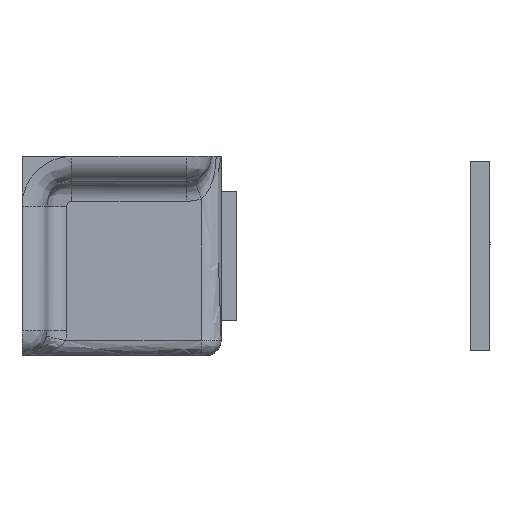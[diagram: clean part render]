
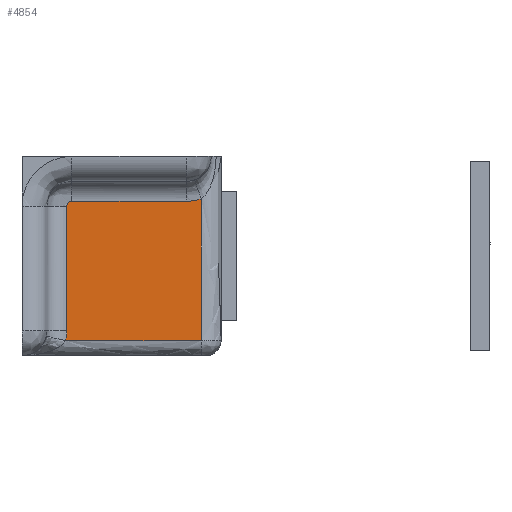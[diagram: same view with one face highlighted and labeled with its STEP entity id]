
A CAD part, left-side view. The second image highlights one B-rep face of the part: STEP entity #4854.
In plain terms, the highlighted free-form (B-spline) face has degree [1, 1] with [2, 2] control points.
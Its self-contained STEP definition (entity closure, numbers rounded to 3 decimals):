
#2929=CARTESIAN_POINT('',(-27.5,-5.0,5.5));
#2930=VERTEX_POINT('',#2929);
#2942=CARTESIAN_POINT('',(-27.5,-16.5,5.5));
#2943=VERTEX_POINT('',#2942);
#2944=CARTESIAN_POINT('',(-27.5,-16.5,5.5));
#2945=CARTESIAN_POINT('',(-27.5,-5.0,5.5));
#2946=QUASI_UNIFORM_CURVE('',1,(#2944,#2945),.UNSPECIFIED.,.F.,.U.);
#2947=EDGE_CURVE('',#2943,#2930,#2946,.T.);
#3004=CARTESIAN_POINT('',(-27.5,-4.5,5.));
#3005=VERTEX_POINT('',#3004);
#3020=CARTESIAN_POINT('',(-27.5,-5.0,5.5));
#3021=CARTESIAN_POINT('',(-27.5,-4.943,5.5));
#3022=CARTESIAN_POINT('',(-27.5,-4.82,5.479));
#3023=CARTESIAN_POINT('',(-27.5,-4.655,5.38));
#3024=CARTESIAN_POINT('',(-27.5,-4.531,5.213));
#3025=CARTESIAN_POINT('',(-27.5,-4.5,5.074));
#3026=CARTESIAN_POINT('',(-27.5,-4.5,5.));
#3027=B_SPLINE_CURVE_WITH_KNOTS('',3,(#3020,#3021,#3022,#3023,#3024,#3025,#3026),.UNSPECIFIED.,.F.,.U.,(4,1,1,1,4),(0.,0.172,0.368,0.565,0.785),.UNSPECIFIED.);
#3028=EDGE_CURVE('',#2930,#3005,#3027,.T.);
#4653=CARTESIAN_POINT('',(-27.5,-4.5,-7.5));
#4654=VERTEX_POINT('',#4653);
#4655=CARTESIAN_POINT('',(-27.5,-4.5,5.));
#4656=CARTESIAN_POINT('',(-27.5,-4.5,-7.5));
#4657=QUASI_UNIFORM_CURVE('',1,(#4655,#4656),.UNSPECIFIED.,.F.,.U.);
#4658=EDGE_CURVE('',#3005,#4654,#4657,.T.);
#4814=CARTESIAN_POINT('',(-27.5,-18.68,6.47));
#4815=CARTESIAN_POINT('',(-27.5,-18.68,-9.212));
#4816=CARTESIAN_POINT('',(-27.5,-3.708,6.47));
#4817=CARTESIAN_POINT('',(-27.5,-3.708,-9.212));
#4818=B_SPLINE_SURFACE_WITH_KNOTS('',1,1,((#4814,#4816),(#4815,#4817)),.UNSPECIFIED.,.F.,.F.,.U.,(2,2),(2,2),(0.0,15.682),(0.0,14.972),.UNSPECIFIED.);
#4819=CARTESIAN_POINT('',(-27.5,-18.0,-8.5));
#4820=VERTEX_POINT('',#4819);
#4821=CARTESIAN_POINT('',(-27.5,-18.0,5.757));
#4822=VERTEX_POINT('',#4821);
#4823=CARTESIAN_POINT('',(-27.5,-18.0,-8.5));
#4824=CARTESIAN_POINT('',(-27.5,-18.0,5.757));
#4825=QUASI_UNIFORM_CURVE('',1,(#4823,#4824),.UNSPECIFIED.,.F.,.U.);
#4826=EDGE_CURVE('',#4820,#4822,#4825,.T.);
#4827=ORIENTED_EDGE('',*,*,#4826,.T.);
#4828=CARTESIAN_POINT('',(-27.5,-18.0,5.757));
#4829=CARTESIAN_POINT('',(-27.5,-17.519,5.587));
#4830=CARTESIAN_POINT('',(-27.5,-17.01,5.5));
#4831=CARTESIAN_POINT('',(-27.5,-16.5,5.5));
#4832=B_SPLINE_CURVE_WITH_KNOTS('',3,(#4828,#4829,#4830,#4831),.UNSPECIFIED.,.F.,.U.,(4,4),(0.,1.529),.UNSPECIFIED.);
#4833=EDGE_CURVE('',#4822,#2943,#4832,.T.);
#4834=ORIENTED_EDGE('',*,*,#4833,.T.);
#4835=ORIENTED_EDGE('',*,*,#2947,.T.);
#4836=ORIENTED_EDGE('',*,*,#3028,.T.);
#4837=ORIENTED_EDGE('',*,*,#4658,.T.);
#4838=CARTESIAN_POINT('',(-27.5,-4.387,-8.5));
#4839=VERTEX_POINT('',#4838);
#4840=CARTESIAN_POINT('',(-27.5,-4.5,-7.5));
#4841=CARTESIAN_POINT('',(-27.5,-4.5,-7.836));
#4842=CARTESIAN_POINT('',(-27.5,-4.462,-8.172));
#4843=CARTESIAN_POINT('',(-27.5,-4.387,-8.5));
#4844=B_SPLINE_CURVE_WITH_KNOTS('',3,(#4840,#4841,#4842,#4843),.UNSPECIFIED.,.F.,.U.,(4,4),(0.,1.008),.UNSPECIFIED.);
#4845=EDGE_CURVE('',#4654,#4839,#4844,.T.);
#4846=ORIENTED_EDGE('',*,*,#4845,.T.);
#4847=CARTESIAN_POINT('',(-27.5,-4.387,-8.5));
#4848=CARTESIAN_POINT('',(-27.5,-18.0,-8.5));
#4849=QUASI_UNIFORM_CURVE('',1,(#4847,#4848),.UNSPECIFIED.,.F.,.U.);
#4850=EDGE_CURVE('',#4839,#4820,#4849,.T.);
#4851=ORIENTED_EDGE('',*,*,#4850,.T.);
#4852=EDGE_LOOP('',(#4827,#4834,#4835,#4836,#4837,#4846,#4851));
#4853=FACE_OUTER_BOUND('',#4852,.T.);
#4854=ADVANCED_FACE('',(#4853),#4818,.F.);
